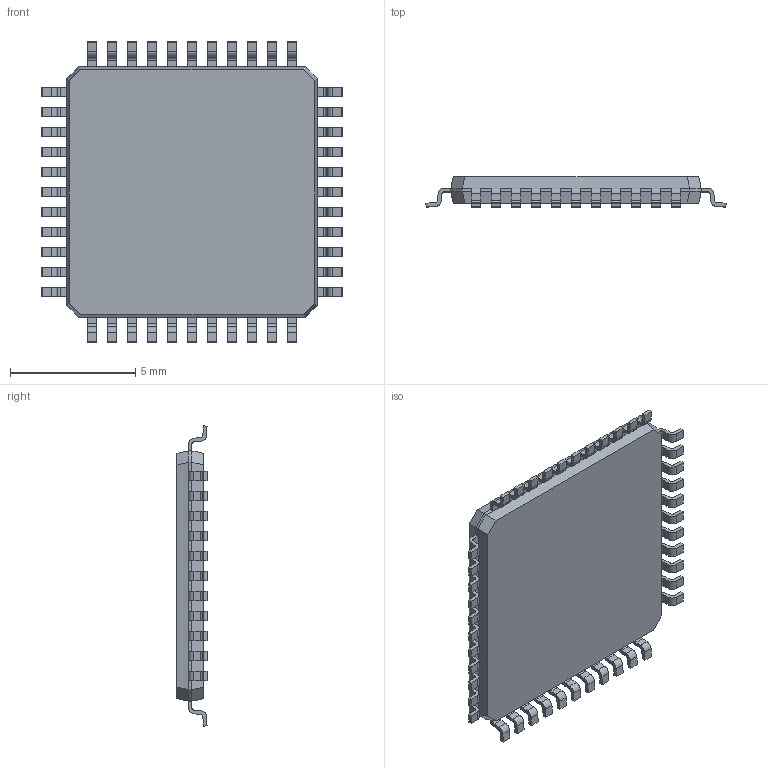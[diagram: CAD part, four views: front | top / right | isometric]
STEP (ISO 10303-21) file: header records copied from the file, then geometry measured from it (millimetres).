
FILE_DESCRIPTION (( 'STEP AP214' ), '1' );
FILE_NAME ('PIC18F46J50-I_PT.STEP', '2023-03-31T04:15:15', ( '' ), ( '' ), 'SwSTEP 2.0', 'SolidWorks 2021', '' );
FILE_SCHEMA (( 'AUTOMOTIVE_DESIGN' ));
Length unit declared in the file: millimetre
Products named in the file (1): PIC18F46J50-I_PT
Bounding box: 12 x 1.2 x 12 mm (x, y, z)
Volume: 106.2 mm3; surface area: 302.6 mm2
Topology: 46 solids, 46 shells, 649 faces, 1668 edges, 1112 vertices
Faces by surface type: plane 469, cylinder 180
Entity records: 20081 total; most frequent: CARTESIAN_POINT 3430, ORIENTED_EDGE 3336, DIRECTION 3328, EDGE_CURVE 1668, LINE 1308, VECTOR 1308, VERTEX_POINT 1112, AXIS2_PLACEMENT_3D 1010
